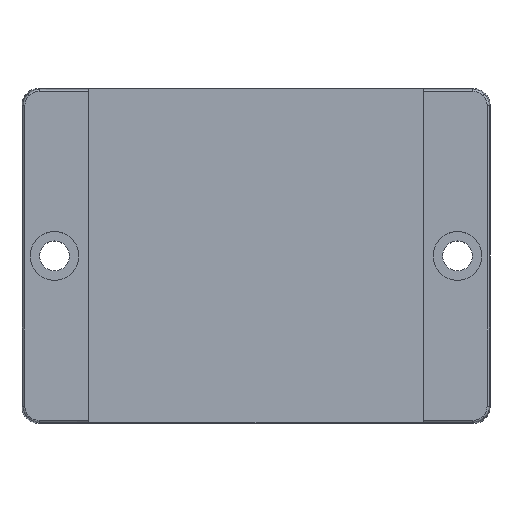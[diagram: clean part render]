
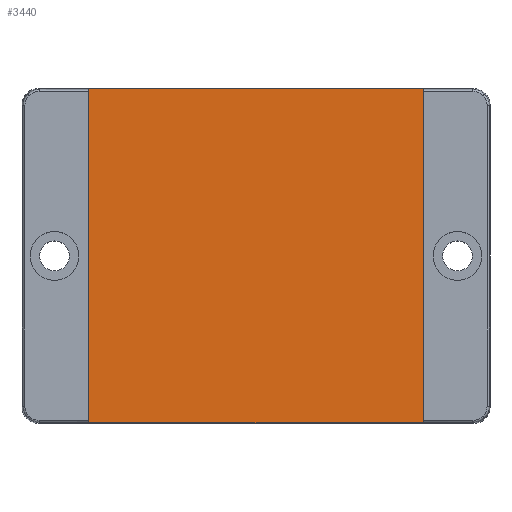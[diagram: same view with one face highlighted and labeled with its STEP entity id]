
A CAD part, top view. The second image highlights one B-rep face of the part: STEP entity #3440.
In plain terms, the highlighted planar face has unit normal (0, 0, 1).
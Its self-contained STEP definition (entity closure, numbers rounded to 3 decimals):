
#1445 = CARTESIAN_POINT ( 'NONE',  ( 25.7, -25.7, 8.7 ) ) ;
#1447 = DIRECTION ( 'NONE',  ( 0., 1., 0. ) ) ;
#1448 = VECTOR ( 'NONE', #1447, 1000. ) ;
#1449 = CARTESIAN_POINT ( 'NONE',  ( 25.7, 25.7, 8.7 ) ) ;
#1450 = LINE ( 'NONE', #1449, #1448 ) ;
#1455 = CARTESIAN_POINT ( 'NONE',  ( 25.7, 25.7, 8.7 ) ) ;
#1458 = CARTESIAN_POINT ( 'NONE',  ( -25.7, 25.7, 8.7 ) ) ;
#1494 = DIRECTION ( 'NONE',  ( 1., 0., 0. ) ) ;
#1495 = DIRECTION ( 'NONE',  ( 0., 0., 1. ) ) ;
#1498 = AXIS2_PLACEMENT_3D ( 'NONE', #1503, #1495, #1494 ) ;
#1502 = PLANE ( 'NONE',  #1498 ) ;
#1503 = CARTESIAN_POINT ( 'NONE',  ( 25.7, -25.7, 8.7 ) ) ;
#1509 = FACE_OUTER_BOUND ( 'NONE', #3369, .T. ) ;
#1515 = CARTESIAN_POINT ( 'NONE',  ( -25.7, 25.7, 8.7 ) ) ;
#1516 = LINE ( 'NONE', #1515, #1548 ) ;
#1517 = CARTESIAN_POINT ( 'NONE',  ( -25.7, -25.7, 8.7 ) ) ;
#1542 = DIRECTION ( 'NONE',  ( 1., 0., 0. ) ) ;
#1543 = VECTOR ( 'NONE', #1542, 1000. ) ;
#1544 = CARTESIAN_POINT ( 'NONE',  ( -25.7, -25.7, 8.7 ) ) ;
#1545 = LINE ( 'NONE', #1544, #1543 ) ;
#1547 = DIRECTION ( 'NONE',  ( 0., -1., 0. ) ) ;
#1548 = VECTOR ( 'NONE', #1547, 1000. ) ;
#1550 = DIRECTION ( 'NONE',  ( -1., 0., 0. ) ) ;
#1551 = VECTOR ( 'NONE', #1550, 1000. ) ;
#1552 = CARTESIAN_POINT ( 'NONE',  ( -25.7, 25.7, 8.7 ) ) ;
#1553 = LINE ( 'NONE', #1552, #1551 ) ;
#3369 = EDGE_LOOP ( 'NONE', ( #3379, #3444, #3446, #3378 ) ) ;
#3374 = VERTEX_POINT ( 'NONE', #1458 ) ;
#3378 = ORIENTED_EDGE ( 'NONE', *, *, #3447, .T. ) ;
#3379 = ORIENTED_EDGE ( 'NONE', *, *, #3381, .T. ) ;
#3381 = EDGE_CURVE ( 'NONE', #3391, #3392, #1450, .T. ) ;
#3391 = VERTEX_POINT ( 'NONE', #1445 ) ;
#3392 = VERTEX_POINT ( 'NONE', #1455 ) ;
#3440 = ADVANCED_FACE ( 'NONE', ( #1509 ), #1502, .T. ) ;
#3441 = VERTEX_POINT ( 'NONE', #1517 ) ;
#3442 = EDGE_CURVE ( 'NONE', #3392, #3374, #1553, .T. ) ;
#3444 = ORIENTED_EDGE ( 'NONE', *, *, #3442, .T. ) ;
#3445 = EDGE_CURVE ( 'NONE', #3374, #3441, #1516, .T. ) ;
#3446 = ORIENTED_EDGE ( 'NONE', *, *, #3445, .T. ) ;
#3447 = EDGE_CURVE ( 'NONE', #3441, #3391, #1545, .T. ) ;
